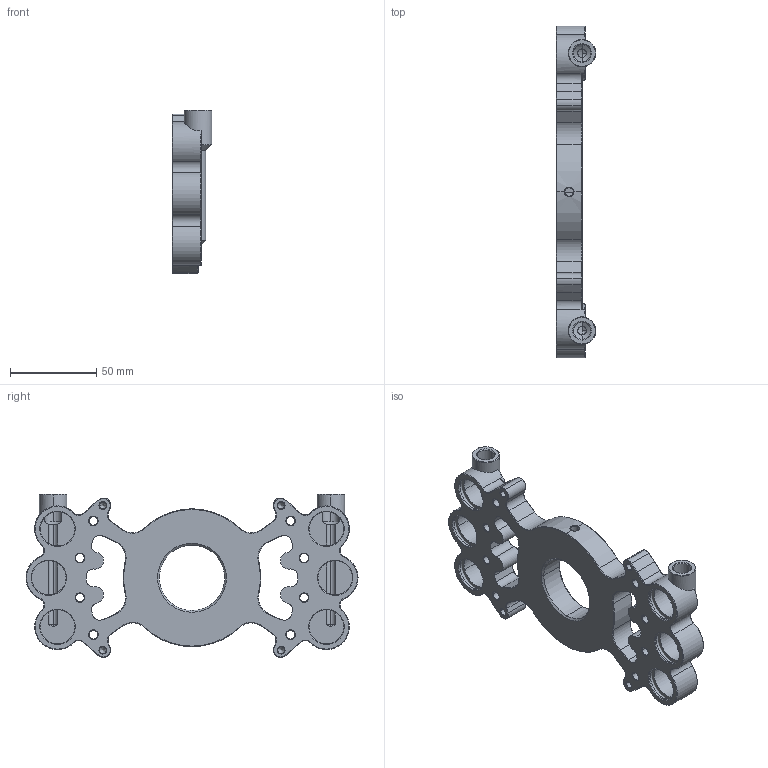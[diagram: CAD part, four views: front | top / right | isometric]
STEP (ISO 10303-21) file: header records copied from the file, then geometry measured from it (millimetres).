
FILE_DESCRIPTION(/* description */ (''),/* implementation_level */ '2;1');
FILE_NAME(/* name */ 'Embase 8''''',/* time_stamp */ '2024-03-18T21:02:11+01:00',/* author */ (''),/* organization */ (''),/* preprocessor_version */ 'ST-DEVELOPER v19.2',/* originating_system */ 'Rhino 8.4',/* authorisation */ '');
FILE_SCHEMA (('AUTOMOTIVE_DESIGN_CC2'));
Length unit declared in the file: millimetre
Products named in the file (1): Document
Bounding box: 23 x 192.91 x 94.79 mm (x, y, z)
Volume: 136015.3 mm3; surface area: 49791.2 mm2
Topology: 1 solids, 1 shells, 440 faces, 1090 edges, 626 vertices
Faces by surface type: bspline 246, cylinder 134, plane 60
Entity records: 16954 total; most frequent: CARTESIAN_POINT 8648, ORIENTED_EDGE 2132, EDGE_CURVE 1066, DIRECTION 982, VERTEX_POINT 626, AXIS2_PLACEMENT_3D 588, EDGE_LOOP 474, B_SPLINE_CURVE_WITH_KNOTS 457
